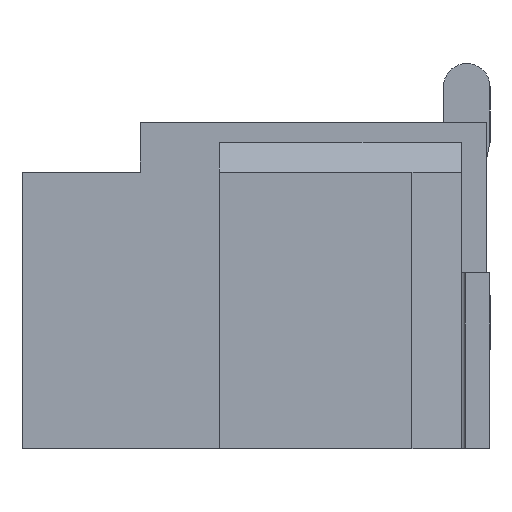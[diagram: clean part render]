
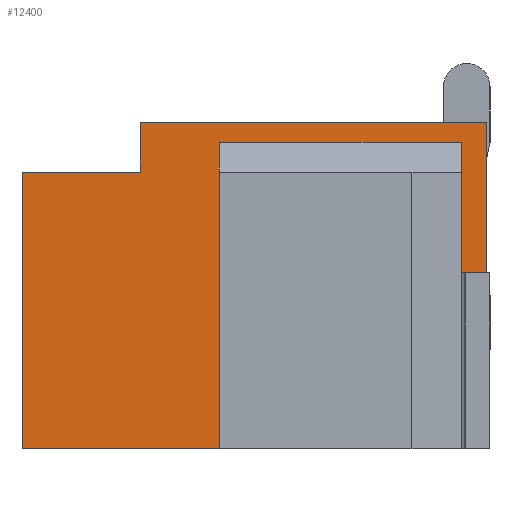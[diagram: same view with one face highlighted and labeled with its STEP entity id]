
A CAD part, left-side view. The second image highlights one B-rep face of the part: STEP entity #12400.
In plain terms, the highlighted planar face has unit normal (-1, 0, 0).
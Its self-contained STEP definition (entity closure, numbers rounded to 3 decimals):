
#60 = EDGE_CURVE ( 'NONE', #3766, #11499, #15681, .T. ) ;
#109 = VECTOR ( 'NONE', #11507, 1000. ) ;
#129 = CARTESIAN_POINT ( 'NONE',  ( -4.625, 0.26, 0.13 ) ) ;
#232 = CARTESIAN_POINT ( 'NONE',  ( -4.625, 0., 1.65 ) ) ;
#249 = EDGE_CURVE ( 'NONE', #6396, #13867, #3565, .T. ) ;
#269 = CARTESIAN_POINT ( 'NONE',  ( -4.625, 2.4, 0.13 ) ) ;
#373 = CARTESIAN_POINT ( 'NONE',  ( -4.625, 3.5, 1.15 ) ) ;
#429 = CARTESIAN_POINT ( 'NONE',  ( -4.625, 4.7, 1.15 ) ) ;
#747 = VECTOR ( 'NONE', #7782, 1000. ) ;
#952 = CARTESIAN_POINT ( 'NONE',  ( -4.625, 0.25, 1.45 ) ) ;
#1027 = CARTESIAN_POINT ( 'NONE',  ( -4.625, 2.4, -1.65 ) ) ;
#1128 = CARTESIAN_POINT ( 'NONE',  ( -4.625, 0.26, -1.65 ) ) ;
#1185 = CARTESIAN_POINT ( 'NONE',  ( -4.625, 2.7, 0.15 ) ) ;
#1418 = VECTOR ( 'NONE', #3544, 1000. ) ;
#1502 = DIRECTION ( 'NONE',  ( 0., 0., -1. ) ) ;
#1827 = LINE ( 'NONE', #11659, #2989 ) ;
#2139 = CARTESIAN_POINT ( 'NONE',  ( -4.625, 0.25, 0.15 ) ) ;
#2456 = EDGE_CURVE ( 'NONE', #15273, #12165, #10117, .T. ) ;
#2689 = VERTEX_POINT ( 'NONE', #5712 ) ;
#2702 = LINE ( 'NONE', #129, #4152 ) ;
#2865 = CARTESIAN_POINT ( 'NONE',  ( -4.625, 0.26, 0.13 ) ) ;
#2903 = EDGE_CURVE ( 'NONE', #12165, #3908, #14925, .T. ) ;
#2986 = ORIENTED_EDGE ( 'NONE', *, *, #11274, .F. ) ;
#2989 = VECTOR ( 'NONE', #6916, 1000. ) ;
#2998 = EDGE_CURVE ( 'NONE', #13452, #12145, #8989, .T. ) ;
#3458 = LINE ( 'NONE', #13358, #1418 ) ;
#3532 = DIRECTION ( 'NONE',  ( 0., 0., 1. ) ) ;
#3544 = DIRECTION ( 'NONE',  ( 0., 0., 1. ) ) ;
#3565 = LINE ( 'NONE', #8473, #14003 ) ;
#3743 = DIRECTION ( 'NONE',  ( 0., -1., 0. ) ) ;
#3766 = VERTEX_POINT ( 'NONE', #1185 ) ;
#3834 = CARTESIAN_POINT ( 'NONE',  ( -4.625, 2.7, 0.15 ) ) ;
#3908 = VERTEX_POINT ( 'NONE', #373 ) ;
#4135 = LINE ( 'NONE', #429, #5536 ) ;
#4150 = ORIENTED_EDGE ( 'NONE', *, *, #2998, .F. ) ;
#4152 = VECTOR ( 'NONE', #14852, 1000. ) ;
#4204 = LINE ( 'NONE', #14012, #8901 ) ;
#4427 = DIRECTION ( 'NONE',  ( 0., 0., -1. ) ) ;
#4475 = VERTEX_POINT ( 'NONE', #9466 ) ;
#4538 = VECTOR ( 'NONE', #3743, 1000. ) ;
#4578 = EDGE_LOOP ( 'NONE', ( #11917, #7175, #8340, #10975 ) ) ;
#4624 = DIRECTION ( 'NONE',  ( 0., 0., 1. ) ) ;
#5021 = VECTOR ( 'NONE', #3532, 1000. ) ;
#5054 = CARTESIAN_POINT ( 'NONE',  ( -4.625, 3.5, 1.65 ) ) ;
#5536 = VECTOR ( 'NONE', #8786, 1000. ) ;
#5671 = EDGE_CURVE ( 'NONE', #6386, #2689, #6449, .T. ) ;
#5712 = CARTESIAN_POINT ( 'NONE',  ( -4.625, 4.7, -1.65 ) ) ;
#5714 = LINE ( 'NONE', #9471, #11492 ) ;
#5976 = FACE_BOUND ( 'NONE', #4578, .T. ) ;
#6025 = VERTEX_POINT ( 'NONE', #1128 ) ;
#6310 = VECTOR ( 'NONE', #10036, 1000. ) ;
#6386 = VERTEX_POINT ( 'NONE', #1027 ) ;
#6396 = VERTEX_POINT ( 'NONE', #952 ) ;
#6422 = ORIENTED_EDGE ( 'NONE', *, *, #14635, .F. ) ;
#6449 = LINE ( 'NONE', #7963, #109 ) ;
#6606 = VECTOR ( 'NONE', #4427, 1000. ) ;
#6916 = DIRECTION ( 'NONE',  ( 0., 1., 0. ) ) ;
#7027 = EDGE_CURVE ( 'NONE', #12145, #6386, #10527, .T. ) ;
#7175 = ORIENTED_EDGE ( 'NONE', *, *, #249, .T. ) ;
#7488 = ORIENTED_EDGE ( 'NONE', *, *, #7027, .F. ) ;
#7613 = EDGE_CURVE ( 'NONE', #7891, #15273, #4204, .T. ) ;
#7782 = DIRECTION ( 'NONE',  ( 0., 1., 0. ) ) ;
#7883 = DIRECTION ( 'NONE',  ( 0., 1., 0. ) ) ;
#7891 = VERTEX_POINT ( 'NONE', #11142 ) ;
#7963 = CARTESIAN_POINT ( 'NONE',  ( -4.625, 2.4, -1.65 ) ) ;
#8063 = ORIENTED_EDGE ( 'NONE', *, *, #5671, .F. ) ;
#8245 = ORIENTED_EDGE ( 'NONE', *, *, #11525, .T. ) ;
#8340 = ORIENTED_EDGE ( 'NONE', *, *, #10376, .F. ) ;
#8473 = CARTESIAN_POINT ( 'NONE',  ( -4.625, 0.25, 1.45 ) ) ;
#8540 = ORIENTED_EDGE ( 'NONE', *, *, #2903, .T. ) ;
#8786 = DIRECTION ( 'NONE',  ( 0., -1., 0. ) ) ;
#8901 = VECTOR ( 'NONE', #12571, 1000. ) ;
#8922 = ORIENTED_EDGE ( 'NONE', *, *, #14933, .F. ) ;
#8989 = LINE ( 'NONE', #2865, #747 ) ;
#9090 = CARTESIAN_POINT ( 'NONE',  ( -4.625, 0.26, 0.13 ) ) ;
#9466 = CARTESIAN_POINT ( 'NONE',  ( -4.625, 4.7, 1.15 ) ) ;
#9471 = CARTESIAN_POINT ( 'NONE',  ( -4.625, 0., -1.65 ) ) ;
#9543 = CARTESIAN_POINT ( 'NONE',  ( -4.625, 0., 1.65 ) ) ;
#10036 = DIRECTION ( 'NONE',  ( 0., 1., 0. ) ) ;
#10117 = LINE ( 'NONE', #232, #6310 ) ;
#10376 = EDGE_CURVE ( 'NONE', #3766, #13867, #14754, .T. ) ;
#10527 = LINE ( 'NONE', #15443, #6606 ) ;
#10565 = DIRECTION ( 'NONE',  ( -1., 0., 0. ) ) ;
#10671 = EDGE_CURVE ( 'NONE', #6396, #11499, #1827, .T. ) ;
#10752 = EDGE_LOOP ( 'NONE', ( #4150, #8245, #2986, #13092, #12692, #8540, #6422, #8922, #8063, #7488 ) ) ;
#10903 = CARTESIAN_POINT ( 'NONE',  ( -4.625, 2.7, 0.15 ) ) ;
#10975 = ORIENTED_EDGE ( 'NONE', *, *, #60, .T. ) ;
#11142 = CARTESIAN_POINT ( 'NONE',  ( -4.625, 0., -1.65 ) ) ;
#11274 = EDGE_CURVE ( 'NONE', #7891, #6025, #5714, .T. ) ;
#11365 = AXIS2_PLACEMENT_3D ( 'NONE', #12984, #10565, #4624 ) ;
#11492 = VECTOR ( 'NONE', #7883, 1000. ) ;
#11499 = VERTEX_POINT ( 'NONE', #15013 ) ;
#11507 = DIRECTION ( 'NONE',  ( 0., 1., 0. ) ) ;
#11525 = EDGE_CURVE ( 'NONE', #13452, #6025, #2702, .T. ) ;
#11659 = CARTESIAN_POINT ( 'NONE',  ( -4.625, 0.25, 1.45 ) ) ;
#11917 = ORIENTED_EDGE ( 'NONE', *, *, #10671, .F. ) ;
#12145 = VERTEX_POINT ( 'NONE', #269 ) ;
#12165 = VERTEX_POINT ( 'NONE', #13789 ) ;
#12400 = ADVANCED_FACE ( 'NONE', ( #5976, #15635 ), #13212, .T. ) ;
#12571 = DIRECTION ( 'NONE',  ( 0., 0., 1. ) ) ;
#12692 = ORIENTED_EDGE ( 'NONE', *, *, #2456, .T. ) ;
#12984 = CARTESIAN_POINT ( 'NONE',  ( -4.625, 0., -1.65 ) ) ;
#13092 = ORIENTED_EDGE ( 'NONE', *, *, #7613, .T. ) ;
#13212 = PLANE ( 'NONE',  #11365 ) ;
#13358 = CARTESIAN_POINT ( 'NONE',  ( -4.625, 4.7, -1.65 ) ) ;
#13452 = VERTEX_POINT ( 'NONE', #9090 ) ;
#13789 = CARTESIAN_POINT ( 'NONE',  ( -4.625, 3.5, 1.65 ) ) ;
#13867 = VERTEX_POINT ( 'NONE', #2139 ) ;
#14003 = VECTOR ( 'NONE', #15882, 1000. ) ;
#14012 = CARTESIAN_POINT ( 'NONE',  ( -4.625, 0., -1.65 ) ) ;
#14611 = VECTOR ( 'NONE', #1502, 1000. ) ;
#14635 = EDGE_CURVE ( 'NONE', #4475, #3908, #4135, .T. ) ;
#14754 = LINE ( 'NONE', #10903, #4538 ) ;
#14852 = DIRECTION ( 'NONE',  ( 0., 0., -1. ) ) ;
#14925 = LINE ( 'NONE', #5054, #14611 ) ;
#14933 = EDGE_CURVE ( 'NONE', #2689, #4475, #3458, .T. ) ;
#15013 = CARTESIAN_POINT ( 'NONE',  ( -4.625, 2.7, 1.45 ) ) ;
#15273 = VERTEX_POINT ( 'NONE', #9543 ) ;
#15443 = CARTESIAN_POINT ( 'NONE',  ( -4.625, 2.4, 0.13 ) ) ;
#15635 = FACE_OUTER_BOUND ( 'NONE', #10752, .T. ) ;
#15681 = LINE ( 'NONE', #3834, #5021 ) ;
#15882 = DIRECTION ( 'NONE',  ( 0., 0., -1. ) ) ;
